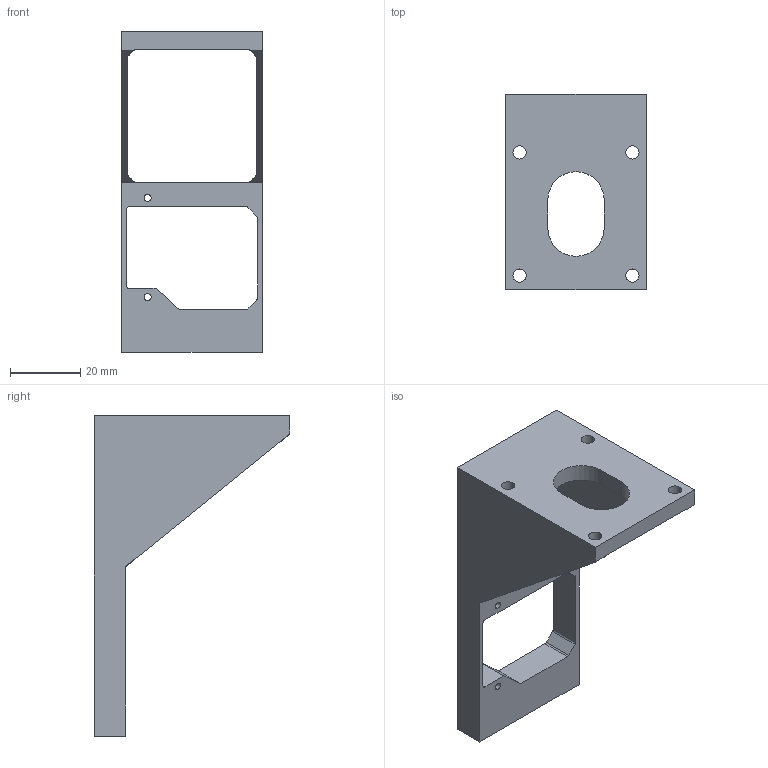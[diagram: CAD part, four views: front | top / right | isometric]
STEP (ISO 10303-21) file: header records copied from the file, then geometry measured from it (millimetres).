
FILE_DESCRIPTION (( 'STEP AP214' ), '1' );
FILE_NAME ('Pebble_Wiper_V2.1.STEP', '2022-06-19T08:29:38', ( '' ), ( '' ), 'SwSTEP 2.0', 'SolidWorks 2021', '' );
FILE_SCHEMA (( 'AUTOMOTIVE_DESIGN' ));
Length unit declared in the file: millimetre
Products named in the file (1): Pebble_Wiper_V2.1
Bounding box: 40 x 55.5 x 90.91 mm (x, y, z)
Volume: 20784.1 mm3; surface area: 15051.8 mm2
Topology: 1 solids, 1 shells, 67 faces, 210 edges, 140 vertices
Faces by surface type: plane 35, cylinder 32
Entity records: 2430 total; most frequent: CARTESIAN_POINT 506, ORIENTED_EDGE 420, DIRECTION 374, EDGE_CURVE 210, VERTEX_POINT 140, VECTOR 134, LINE 134, AXIS2_PLACEMENT_3D 120
